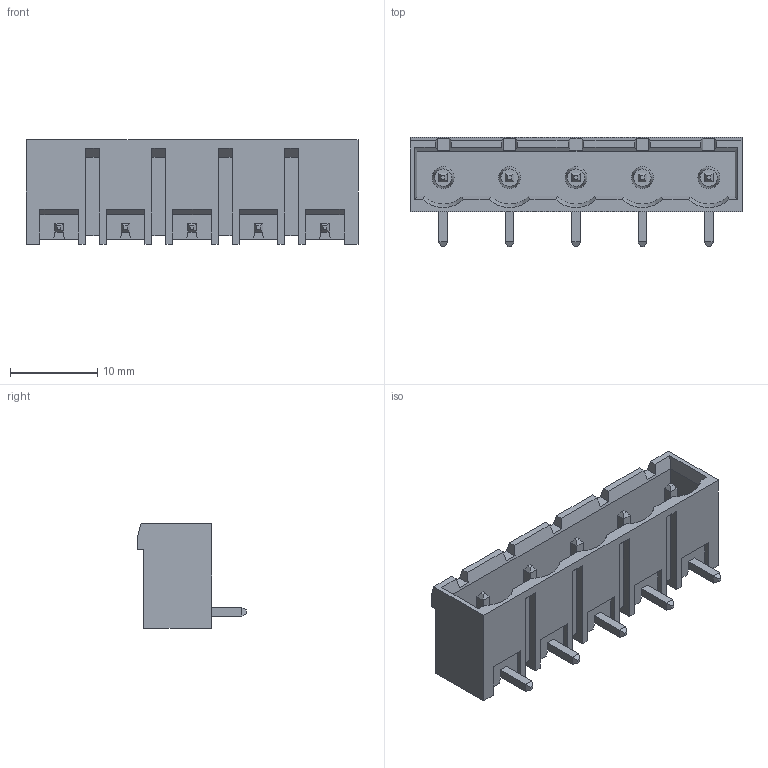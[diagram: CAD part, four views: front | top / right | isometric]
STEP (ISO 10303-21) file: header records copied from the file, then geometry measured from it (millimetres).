
FILE_DESCRIPTION(('STEP AP214'),'1');
FILE_NAME('PV05-7,62-H-P.stp','2021-04-19T13:14:00',(' '),(' '),'Spatial InterOp 3D',' ',' ');
FILE_SCHEMA(('automotive_design'));
Length unit declared in the file: metre
Products named in the file (1): 1
Bounding box: 38.1 x 12.5 x 12 mm (x, y, z)
Volume: 1711.9 mm3; surface area: 2881.2 mm2
Topology: 1 solids, 1 shells, 300 faces, 771 edges, 486 vertices
Faces by surface type: plane 275, cylinder 14, cone 10, extrusion 1
Entity records: 11259 total; most frequent: CARTESIAN_POINT 1601, ORIENTED_EDGE 1532, DIRECTION 1398, EDGE_CURVE 766, VECTOR 712, LINE 711, VERTEX_POINT 486, AXIS2_PLACEMENT_3D 343
